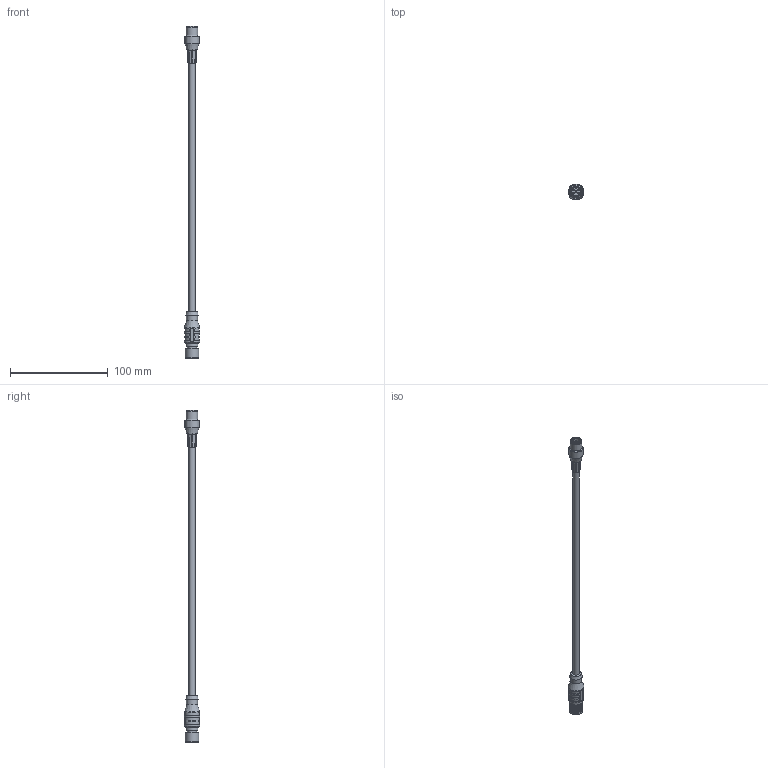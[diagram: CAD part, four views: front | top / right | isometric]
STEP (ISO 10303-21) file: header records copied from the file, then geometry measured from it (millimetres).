
FILE_DESCRIPTION(/* description */ (''),/* implementation_level */ '2;1');
FILE_NAME(/* name */ 'CMX2139A_no_knurl.stp',/* time_stamp */ '2017-08-17T14:57:07-04:00',/* author */ ('aneininger'),/* organization */ (''),/* preprocessor_version */ 'ST-DEVELOPER v16.13',/* originating_system */ 'Autodesk Inventor 2018',/* authorisation */ '');
FILE_SCHEMA (('AUTOMOTIVE_DESIGN { 1 0 10303 214 3 1 1 }'));
Length unit declared in the file: inch
Products named in the file (1): CMX2139A
Bounding box: 16.15 x 16.15 x 339.95 mm (x, y, z)
Volume: 17622.2 mm3; surface area: 11839.7 mm2
Topology: 2 solids, 2 shells, 310 faces, 765 edges, 499 vertices
Faces by surface type: plane 175, cylinder 87, cone 24, sphere 10, torus 9, bspline 5
Full cylindrical faces by diameter (mm): 0.686 x5, 0.787 x5, 0.889 x5, 0.991 x5, 1.27 x5, 1.397 x4, 1.524 x1, 1.676 x1, 6.223 x1, 8.382 x1, 8.433 x1, 9.322 x1, 9.525 x1, 9.779 x1, 9.906 x1, 10.414 x1, 10.922 x1, 11.303 x1, 11.836 x1, 12.243 x1, 12.827 x1, 13.716 x1, 13.894 x1, 14.58 x1, 16.154 x1
Entity records: 11813 total; most frequent: CARTESIAN_POINT 4548, DIRECTION 1425, ORIENTED_EDGE 1316, EDGE_CURVE 658, AXIS2_PLACEMENT_3D 556, VERTEX_POINT 472, EDGE_LOOP 432, LINE 313
